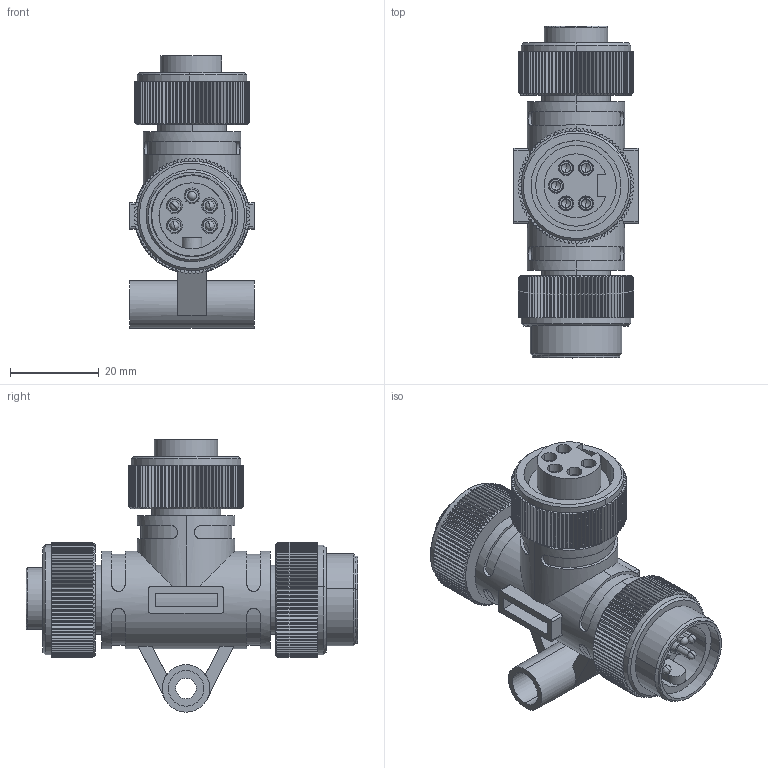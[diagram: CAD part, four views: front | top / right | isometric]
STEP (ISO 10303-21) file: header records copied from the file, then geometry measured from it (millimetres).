
FILE_DESCRIPTION((''),'2;1');
FILE_NAME('MZ5-2MK5_ASM','2019-04-25T',('Administrator'),(''),'PRO/ENGINEER BY PARAMETRIC TECHNOLOGY CORPORATION, 2012480','PRO/ENGINEER BY PARAMETRIC TECHNOLOGY CORPORATION, 2012480','');
FILE_SCHEMA(('CONFIG_CONTROL_DESIGN'));
Length unit declared in the file: millimetre
Products named in the file (1): MZ5-2MK5_ASM
Bounding box: 28 x 74.9 x 61.45 mm (x, y, z)
Volume: 37255.8 mm3; surface area: 27120 mm2
Topology: 1 solids, 35 shells, 1703 faces, 4497 edges, 2934 vertices
Faces by surface type: plane 845, cylinder 722, cone 126, bspline 8, sphere 1, torus 1
Entity records: 54684 total; most frequent: CARTESIAN_POINT 12193, ORIENTED_EDGE 8914, DIRECTION 8875, EDGE_CURVE 4457, AXIS2_PLACEMENT_3D 3331, VERTEX_POINT 2934, VECTOR 2213, LINE 2213
